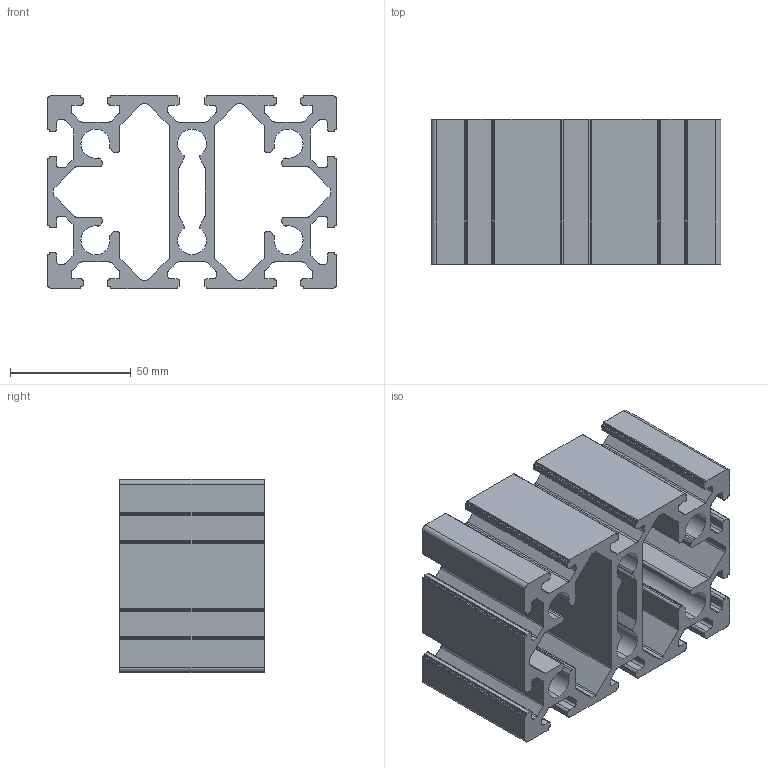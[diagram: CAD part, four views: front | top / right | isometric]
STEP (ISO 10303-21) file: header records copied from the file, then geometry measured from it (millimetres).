
FILE_DESCRIPTION (( 'STEP AP203' ), '1' );
FILE_NAME ('PG40 120x80.step', '2023-05-12T09:14:29', ( '' ), ( '' ), 'SwSTEP 2.0', 'SolidWorks 2021', '' );
FILE_SCHEMA (( 'CONFIG_CONTROL_DESIGN' ));
Length unit declared in the file: millimetre
Products named in the file (1): PG40 120x80
Bounding box: 120 x 60 x 80 mm (x, y, z)
Volume: 184195.6 mm3; surface area: 89662.3 mm2
Topology: 1 solids, 1 shells, 417 faces, 1245 edges, 830 vertices
Faces by surface type: cylinder 217, plane 200
Entity records: 14242 total; most frequent: DIRECTION 2515, CARTESIAN_POINT 2493, ORIENTED_EDGE 2490, EDGE_CURVE 1245, AXIS2_PLACEMENT_3D 852, VERTEX_POINT 830, VECTOR 811, LINE 811
